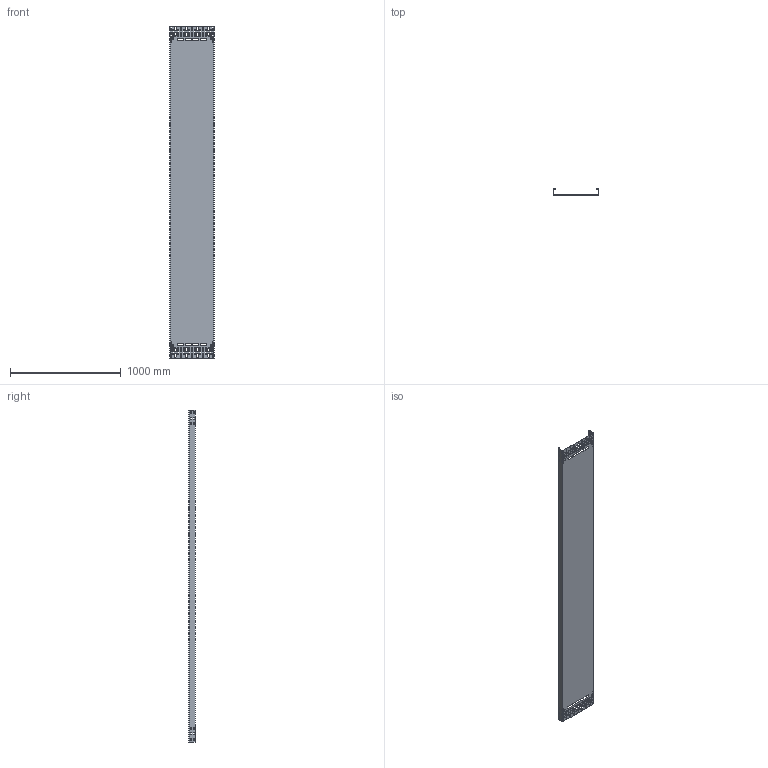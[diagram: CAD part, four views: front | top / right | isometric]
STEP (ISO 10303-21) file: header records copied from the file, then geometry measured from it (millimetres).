
FILE_DESCRIPTION((''),'2;1');
FILE_NAME('6085202','2013-03-12T',('AndreasKeweloh'),(''),'PRO/ENGINEER BY PARAMETRIC TECHNOLOGY CORPORATION, 2012360','PRO/ENGINEER BY PARAMETRIC TECHNOLOGY CORPORATION, 2012360','');
FILE_SCHEMA(('CONFIG_CONTROL_DESIGN'));
Length unit declared in the file: millimetre
Products named in the file (1): 6085202
Bounding box: 400 x 60 x 3000 mm (x, y, z)
Volume: 1597793.8 mm3; surface area: 3211049.5 mm2
Topology: 1 solids, 1 shells, 434 faces, 1296 edges, 864 vertices
Faces by surface type: plane 234, cylinder 200
Entity records: 15134 total; most frequent: CARTESIAN_POINT 2594, ORIENTED_EDGE 2592, DIRECTION 2564, EDGE_CURVE 1296, VECTOR 896, LINE 896, VERTEX_POINT 864, AXIS2_PLACEMENT_3D 834
